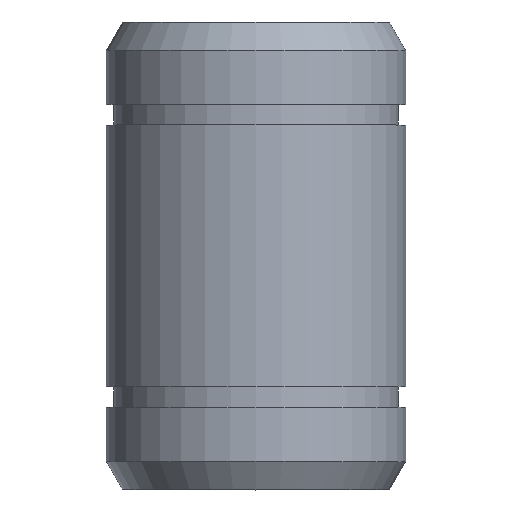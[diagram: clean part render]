
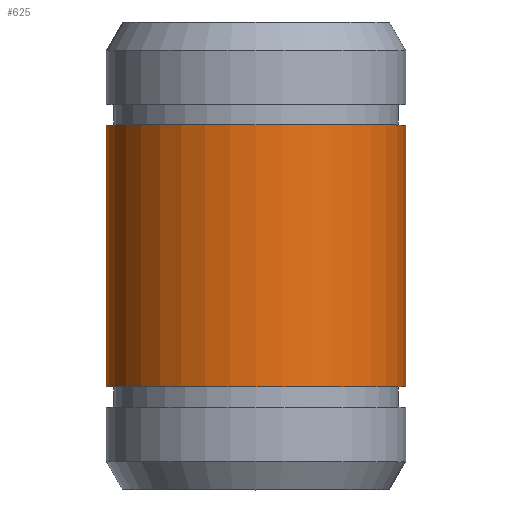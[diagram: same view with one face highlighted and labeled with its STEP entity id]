
A CAD part, top view. The second image highlights one B-rep face of the part: STEP entity #625.
In plain terms, the highlighted cylindrical face has radius 8 mm (diameter 16 mm), a partial arc.
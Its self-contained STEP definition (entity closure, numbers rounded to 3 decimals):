
#491=EDGE_CURVE('',#753,#529,#1259,.T.);
#529=VERTEX_POINT('',#1299);
#625=ADVANCED_FACE('',(#1403),#1404,.T.);
#629=EDGE_CURVE('',#885,#529,#1408,.T.);
#657=EDGE_CURVE('',#753,#901,#1438,.T.);
#719=EDGE_CURVE('',#885,#901,#1506,.T.);
#753=VERTEX_POINT('',#1545);
#885=VERTEX_POINT('',#1695);
#901=VERTEX_POINT('',#1711);
#1259=CIRCLE('',#2121,8.0);
#1299=CARTESIAN_POINT('',(8.0,-7.0,0.));
#1403=FACE_OUTER_BOUND('',#2320,.T.);
#1404=CYLINDRICAL_SURFACE('',#2321,8.0);
#1408=LINE('',#2328,#2329);
#1438=LINE('',#2373,#2374);
#1506=CIRCLE('',#2468,8.0);
#1545=CARTESIAN_POINT('',(-8.0,-7.0,0.));
#1695=CARTESIAN_POINT('',(8.0,7.0,0.));
#1711=CARTESIAN_POINT('',(-8.0,7.0,0.));
#2121=AXIS2_PLACEMENT_3D('',#3247,#3248,#3249);
#2320=EDGE_LOOP('',(#3400,#3401,#3402,#3403));
#2321=AXIS2_PLACEMENT_3D('',#3404,#3405,#3406);
#2328=CARTESIAN_POINT('',(8.0,0.0,0.));
#2329=VECTOR('',#3408,1.0);
#2373=CARTESIAN_POINT('',(-8.0,0.0,0.));
#2374=VECTOR('',#3434,1.0);
#2468=AXIS2_PLACEMENT_3D('',#3508,#3509,#3510);
#3247=CARTESIAN_POINT('',(0.0,-7.0,0.0));
#3248=DIRECTION('',(-0.0,1.0,0.0));
#3249=DIRECTION('',(1.0,0.0,0.0));
#3400=ORIENTED_EDGE('',*,*,#629,.F.);
#3401=ORIENTED_EDGE('',*,*,#719,.T.);
#3402=ORIENTED_EDGE('',*,*,#657,.F.);
#3403=ORIENTED_EDGE('',*,*,#491,.T.);
#3404=CARTESIAN_POINT('',(0.0,0.0,0.0));
#3405=DIRECTION('',(-0.0,1.0,-0.0));
#3406=DIRECTION('',(1.0,0.0,0.0));
#3408=DIRECTION('',(0.0,-1.0,0.0));
#3434=DIRECTION('',(-0.0,1.0,-0.0));
#3508=CARTESIAN_POINT('',(0.0,7.0,0.0));
#3509=DIRECTION('',(0.0,-1.0,0.0));
#3510=DIRECTION('',(1.0,0.0,0.0));
